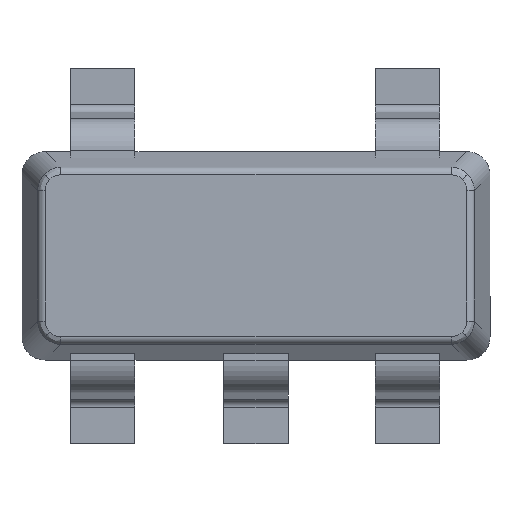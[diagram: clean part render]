
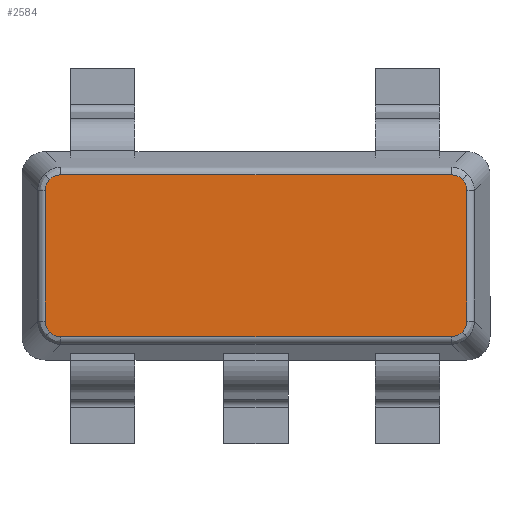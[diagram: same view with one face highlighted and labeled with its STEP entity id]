
A CAD part, top view. The second image highlights one B-rep face of the part: STEP entity #2584.
In plain terms, the highlighted planar face has unit normal (0, 0, 1).
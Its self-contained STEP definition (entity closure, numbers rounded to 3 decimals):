
#11 = B_SPLINE_CURVE_WITH_KNOTS ( 'NONE', 3,
 ( #343, #645, #2486, #938 ),
 .UNSPECIFIED., .F., .F.,
 ( 4, 4 ),
 ( 0., 1. ),
 .UNSPECIFIED. ) ;
#59 = CARTESIAN_POINT ( 'NONE',  ( -1.287, 0.477, 1. ) ) ;
#71 = EDGE_LOOP ( 'NONE', ( #137, #320, #461, #563, #2473, #2228, #2148, #2404, #187, #364, #477, #578 ) ) ;
#137 = ORIENTED_EDGE ( 'NONE', *, *, #1023, .T. ) ;
#145 = VERTEX_POINT ( 'NONE', #2258 ) ;
#171 = CARTESIAN_POINT ( 'NONE',  ( 1.268, -0.495, 1. ) ) ;
#187 = ORIENTED_EDGE ( 'NONE', *, *, #1418, .T. ) ;
#219 = CARTESIAN_POINT ( 'NONE',  ( 1.314, 0.408, 1. ) ) ;
#245 = CARTESIAN_POINT ( 'NONE',  ( 1.314, -0.408, 1. ) ) ;
#320 = ORIENTED_EDGE ( 'NONE', *, *, #2857, .T. ) ;
#343 = CARTESIAN_POINT ( 'NONE',  ( 1.287, -0.477, 1. ) ) ;
#351 = VERTEX_POINT ( 'NONE', #3119 ) ;
#364 = ORIENTED_EDGE ( 'NONE', *, *, #634, .T. ) ;
#461 = ORIENTED_EDGE ( 'NONE', *, *, #2640, .T. ) ;
#477 = ORIENTED_EDGE ( 'NONE', *, *, #3112, .T. ) ;
#505 = CARTESIAN_POINT ( 'NONE',  ( -1.218, -0.504, 1. ) ) ;
#561 = CARTESIAN_POINT ( 'NONE',  ( -1.287, -0.477, 1. ) ) ;
#563 = ORIENTED_EDGE ( 'NONE', *, *, #1297, .T. ) ;
#578 = ORIENTED_EDGE ( 'NONE', *, *, #1605, .T. ) ;
#596 = VERTEX_POINT ( 'NONE', #561 ) ;
#634 = EDGE_CURVE ( 'NONE', #2006, #596, #1318, .T. ) ;
#645 = CARTESIAN_POINT ( 'NONE',  ( 1.305, -0.458, 1. ) ) ;
#670 = B_SPLINE_CURVE_WITH_KNOTS ( 'NONE', 3,
 ( #2634, #3447, #829, #2648 ),
 .UNSPECIFIED., .F., .F.,
 ( 4, 4 ),
 ( 0., 1. ),
 .UNSPECIFIED. ) ;
#691 = B_SPLINE_CURVE_WITH_KNOTS ( 'NONE', 3,
 ( #219, #1872, #1081, #930 ),
 .UNSPECIFIED., .F., .F.,
 ( 4, 4 ),
 ( 0., 1. ),
 .UNSPECIFIED. ) ;
#742 = VERTEX_POINT ( 'NONE', #1759 ) ;
#829 = CARTESIAN_POINT ( 'NONE',  ( 1.245, 0.504, 1. ) ) ;
#865 = DIRECTION ( 'NONE',  ( 1., 0., 0. ) ) ;
#873 = CARTESIAN_POINT ( 'NONE',  ( 1.287, -0.477, 1. ) ) ;
#930 = CARTESIAN_POINT ( 'NONE',  ( 1.287, 0.477, 1. ) ) ;
#938 = CARTESIAN_POINT ( 'NONE',  ( 1.314, -0.408, 1. ) ) ;
#959 = B_SPLINE_CURVE_WITH_KNOTS ( 'NONE', 3,
 ( #1329, #2884, #2126, #505 ),
 .UNSPECIFIED., .F., .F.,
 ( 4, 4 ),
 ( 0., 1. ),
 .UNSPECIFIED. ) ;
#998 = CARTESIAN_POINT ( 'NONE',  ( -1.46, -0.504, 1. ) ) ;
#1023 = EDGE_CURVE ( 'NONE', #145, #1450, #2017, .T. ) ;
#1081 = CARTESIAN_POINT ( 'NONE',  ( 1.305, 0.458, 1. ) ) ;
#1090 = VERTEX_POINT ( 'NONE', #245 ) ;
#1139 = VERTEX_POINT ( 'NONE', #1201 ) ;
#1201 = CARTESIAN_POINT ( 'NONE',  ( -1.287, 0.477, 1. ) ) ;
#1297 = EDGE_CURVE ( 'NONE', #2029, #2232, #691, .T. ) ;
#1303 = CARTESIAN_POINT ( 'NONE',  ( -1.305, 0.458, 1. ) ) ;
#1318 = B_SPLINE_CURVE_WITH_KNOTS ( 'NONE', 3,
 ( #3335, #3361, #2302, #2208 ),
 .UNSPECIFIED., .F., .F.,
 ( 4, 4 ),
 ( 0., 1. ),
 .UNSPECIFIED. ) ;
#1322 = DIRECTION ( 'NONE',  ( -1., 0., 0. ) ) ;
#1329 = CARTESIAN_POINT ( 'NONE',  ( -1.287, -0.477, 1. ) ) ;
#1344 = LINE ( 'NONE', #998, #1370 ) ;
#1346 = CARTESIAN_POINT ( 'NONE',  ( 1.314, 0.65, 1. ) ) ;
#1348 = VECTOR ( 'NONE', #1616, 1000. ) ;
#1359 = LINE ( 'NONE', #2141, #1348 ) ;
#1370 = VECTOR ( 'NONE', #865, 1000. ) ;
#1418 = EDGE_CURVE ( 'NONE', #351, #2006, #1969, .T. ) ;
#1450 = VERTEX_POINT ( 'NONE', #873 ) ;
#1563 = CARTESIAN_POINT ( 'NONE',  ( -1.314, 0.408, 1. ) ) ;
#1605 = EDGE_CURVE ( 'NONE', #2133, #145, #1344, .T. ) ;
#1616 = DIRECTION ( 'NONE',  ( -1., 0., 0. ) ) ;
#1711 = CARTESIAN_POINT ( 'NONE',  ( -1.268, 0.495, 1. ) ) ;
#1717 = VERTEX_POINT ( 'NONE', #3047 ) ;
#1727 = CARTESIAN_POINT ( 'NONE',  ( 1.287, -0.477, 1. ) ) ;
#1759 = CARTESIAN_POINT ( 'NONE',  ( 1.218, 0.504, 1. ) ) ;
#1842 = CARTESIAN_POINT ( 'NONE',  ( -1.46, 0.65, 1. ) ) ;
#1862 = CARTESIAN_POINT ( 'NONE',  ( -1.314, 0.65, 1. ) ) ;
#1872 = CARTESIAN_POINT ( 'NONE',  ( 1.314, 0.435, 1. ) ) ;
#1893 = CARTESIAN_POINT ( 'NONE',  ( 1.287, 0.477, 1. ) ) ;
#1969 = LINE ( 'NONE', #1862, #1989 ) ;
#1989 = VECTOR ( 'NONE', #2641, 1000. ) ;
#2006 = VERTEX_POINT ( 'NONE', #2290 ) ;
#2017 = B_SPLINE_CURVE_WITH_KNOTS ( 'NONE', 3,
 ( #2868, #2603, #171, #1727 ),
 .UNSPECIFIED., .F., .F.,
 ( 4, 4 ),
 ( 0., 1. ),
 .UNSPECIFIED. ) ;
#2029 = VERTEX_POINT ( 'NONE', #3364 ) ;
#2111 = PLANE ( 'NONE',  #2288 ) ;
#2126 = CARTESIAN_POINT ( 'NONE',  ( -1.245, -0.504, 1. ) ) ;
#2133 = VERTEX_POINT ( 'NONE', #2354 ) ;
#2141 = CARTESIAN_POINT ( 'NONE',  ( -1.46, 0.504, 1. ) ) ;
#2148 = ORIENTED_EDGE ( 'NONE', *, *, #2427, .T. ) ;
#2208 = CARTESIAN_POINT ( 'NONE',  ( -1.287, -0.477, 1. ) ) ;
#2217 = EDGE_CURVE ( 'NONE', #2232, #742, #670, .T. ) ;
#2228 = ORIENTED_EDGE ( 'NONE', *, *, #3390, .T. ) ;
#2232 = VERTEX_POINT ( 'NONE', #1893 ) ;
#2258 = CARTESIAN_POINT ( 'NONE',  ( 1.218, -0.504, 1. ) ) ;
#2288 = AXIS2_PLACEMENT_3D ( 'NONE', #1842, #2877, #1322 ) ;
#2290 = CARTESIAN_POINT ( 'NONE',  ( -1.314, -0.408, 1. ) ) ;
#2302 = CARTESIAN_POINT ( 'NONE',  ( -1.305, -0.458, 1. ) ) ;
#2354 = CARTESIAN_POINT ( 'NONE',  ( -1.218, -0.504, 1. ) ) ;
#2404 = ORIENTED_EDGE ( 'NONE', *, *, #3301, .T. ) ;
#2427 = EDGE_CURVE ( 'NONE', #1717, #1139, #2912, .T. ) ;
#2473 = ORIENTED_EDGE ( 'NONE', *, *, #2217, .T. ) ;
#2486 = CARTESIAN_POINT ( 'NONE',  ( 1.314, -0.435, 1. ) ) ;
#2584 = ADVANCED_FACE ( 'NONE', ( #2892 ), #2111, .T. ) ;
#2601 = B_SPLINE_CURVE_WITH_KNOTS ( 'NONE', 3,
 ( #2851, #1303, #3109, #1563 ),
 .UNSPECIFIED., .F., .F.,
 ( 4, 4 ),
 ( 0., 1. ),
 .UNSPECIFIED. ) ;
#2603 = CARTESIAN_POINT ( 'NONE',  ( 1.245, -0.504, 1. ) ) ;
#2634 = CARTESIAN_POINT ( 'NONE',  ( 1.287, 0.477, 1. ) ) ;
#2640 = EDGE_CURVE ( 'NONE', #1090, #2029, #2685, .T. ) ;
#2641 = DIRECTION ( 'NONE',  ( 0., -1., 0. ) ) ;
#2644 = VECTOR ( 'NONE', #3455, 1000. ) ;
#2648 = CARTESIAN_POINT ( 'NONE',  ( 1.218, 0.504, 1. ) ) ;
#2685 = LINE ( 'NONE', #1346, #2644 ) ;
#2851 = CARTESIAN_POINT ( 'NONE',  ( -1.287, 0.477, 1. ) ) ;
#2857 = EDGE_CURVE ( 'NONE', #1450, #1090, #11, .T. ) ;
#2868 = CARTESIAN_POINT ( 'NONE',  ( 1.218, -0.504, 1. ) ) ;
#2877 = DIRECTION ( 'NONE',  ( 0., 0., 1. ) ) ;
#2884 = CARTESIAN_POINT ( 'NONE',  ( -1.268, -0.495, 1. ) ) ;
#2892 = FACE_OUTER_BOUND ( 'NONE', #71, .T. ) ;
#2912 = B_SPLINE_CURVE_WITH_KNOTS ( 'NONE', 3,
 ( #2990, #2979, #1711, #59 ),
 .UNSPECIFIED., .F., .F.,
 ( 4, 4 ),
 ( 0., 1. ),
 .UNSPECIFIED. ) ;
#2979 = CARTESIAN_POINT ( 'NONE',  ( -1.245, 0.504, 1. ) ) ;
#2990 = CARTESIAN_POINT ( 'NONE',  ( -1.218, 0.504, 1. ) ) ;
#3047 = CARTESIAN_POINT ( 'NONE',  ( -1.218, 0.504, 1. ) ) ;
#3109 = CARTESIAN_POINT ( 'NONE',  ( -1.314, 0.435, 1. ) ) ;
#3112 = EDGE_CURVE ( 'NONE', #596, #2133, #959, .T. ) ;
#3119 = CARTESIAN_POINT ( 'NONE',  ( -1.314, 0.408, 1. ) ) ;
#3301 = EDGE_CURVE ( 'NONE', #1139, #351, #2601, .T. ) ;
#3335 = CARTESIAN_POINT ( 'NONE',  ( -1.314, -0.408, 1. ) ) ;
#3361 = CARTESIAN_POINT ( 'NONE',  ( -1.314, -0.435, 1. ) ) ;
#3364 = CARTESIAN_POINT ( 'NONE',  ( 1.314, 0.408, 1. ) ) ;
#3390 = EDGE_CURVE ( 'NONE', #742, #1717, #1359, .T. ) ;
#3447 = CARTESIAN_POINT ( 'NONE',  ( 1.268, 0.495, 1. ) ) ;
#3455 = DIRECTION ( 'NONE',  ( 0., 1., 0. ) ) ;
